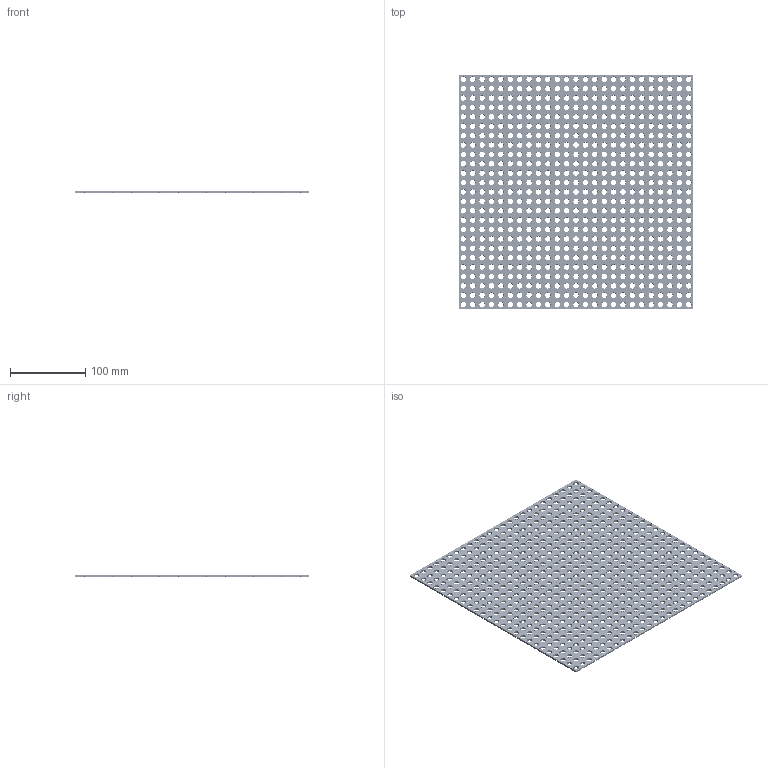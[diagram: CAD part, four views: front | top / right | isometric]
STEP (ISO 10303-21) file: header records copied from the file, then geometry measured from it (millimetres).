
FILE_DESCRIPTION(('FreeCAD Model'),'2;1');
FILE_NAME('Open CASCADE Shape Model','2024-02-25T23:35:02',(''),(''), 'Open CASCADE STEP processor 7.6','FreeCAD','Unknown');
FILE_SCHEMA(('AUTOMOTIVE_DESIGN { 1 0 10303 214 1 1 1 1 }'));
Products named in the file (1): Plate SQR CRNS BU25x00.25 - SPN-PLT-0084 (stemfie.org)
Bounding box: 312.5 x 312.5 x 3.12 mm (x, y, z)
Volume: 214616.9 mm3; surface area: 195796.9 mm2
Topology: 1 solids, 1 shells, 5230 faces, 12446 edges, 7878 vertices
Faces by surface type: cylinder 1922, plane 1912, cone 1250, extrusion 146
Full cylindrical faces by diameter (mm): 7 x625, 9.2 x625
Entity records: 319956 total; most frequent: CARTESIAN_POINT 61249, DIRECTION 50220, VECTOR 27268, LINE 27122, ORIENTED_EDGE 24892, PCURVE 24892, DEFINITIONAL_REPRESENTATION 24892, EDGE_CURVE 12446
